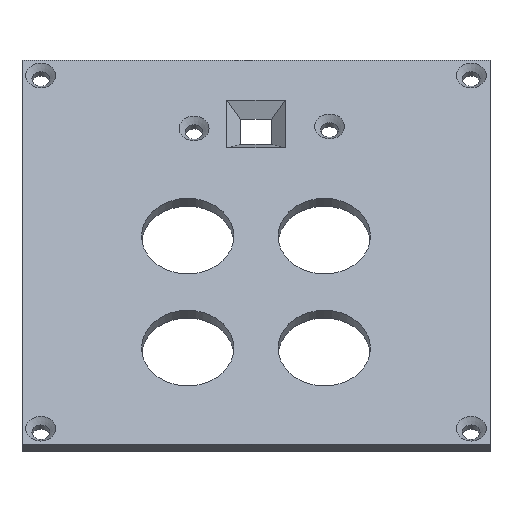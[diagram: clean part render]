
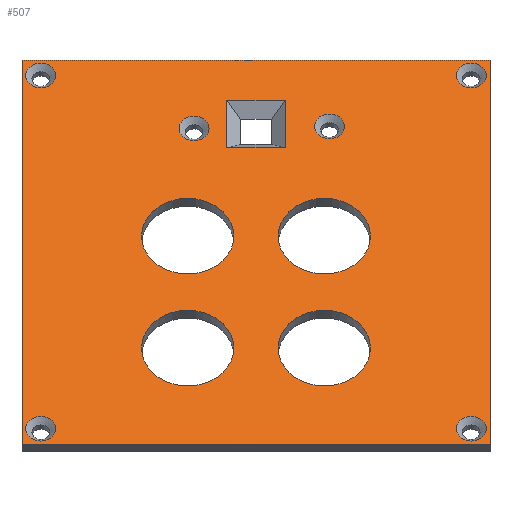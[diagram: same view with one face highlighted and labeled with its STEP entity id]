
A CAD part, front view. The second image highlights one B-rep face of the part: STEP entity #507.
In plain terms, the highlighted planar face has unit normal (0, -0.819, 0.574).
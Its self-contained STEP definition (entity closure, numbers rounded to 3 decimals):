
#15=FACE_BOUND('',#108,.T.);
#16=FACE_BOUND('',#109,.T.);
#17=FACE_BOUND('',#110,.T.);
#18=FACE_BOUND('',#111,.T.);
#19=FACE_BOUND('',#112,.T.);
#20=FACE_BOUND('',#113,.T.);
#21=FACE_BOUND('',#114,.T.);
#22=FACE_BOUND('',#115,.T.);
#23=FACE_BOUND('',#116,.T.);
#24=FACE_BOUND('',#117,.T.);
#25=FACE_BOUND('',#118,.T.);
#45=PLANE('',#573);
#81=FACE_OUTER_BOUND('',#107,.T.);
#107=EDGE_LOOP('',(#441,#442,#443,#444));
#108=EDGE_LOOP('',(#445));
#109=EDGE_LOOP('',(#446));
#110=EDGE_LOOP('',(#447));
#111=EDGE_LOOP('',(#448));
#112=EDGE_LOOP('',(#449));
#113=EDGE_LOOP('',(#450));
#114=EDGE_LOOP('',(#451,#452,#453,#454));
#115=EDGE_LOOP('',(#455));
#116=EDGE_LOOP('',(#456));
#117=EDGE_LOOP('',(#457));
#118=EDGE_LOOP('',(#458));
#139=LINE('',#769,#179);
#143=LINE('',#777,#183);
#146=LINE('',#783,#186);
#149=LINE('',#788,#189);
#161=LINE('',#837,#201);
#165=LINE('',#844,#205);
#168=LINE('',#850,#208);
#170=LINE('',#853,#210);
#179=VECTOR('',#631,10.);
#183=VECTOR('',#637,10.);
#186=VECTOR('',#642,10.);
#189=VECTOR('',#647,10.);
#201=VECTOR('',#701,10.);
#205=VECTOR('',#707,10.);
#208=VECTOR('',#712,10.);
#210=VECTOR('',#716,10.);
#211=CIRCLE('',#524,2.2);
#214=CIRCLE('',#529,2.2);
#218=CIRCLE('',#535,6.75);
#220=CIRCLE('',#538,6.75);
#222=CIRCLE('',#541,6.75);
#224=CIRCLE('',#544,6.75);
#225=CIRCLE('',#550,2.2);
#228=CIRCLE('',#555,2.2);
#231=CIRCLE('',#560,2.2);
#234=CIRCLE('',#565,2.2);
#237=VERTEX_POINT('',#723);
#240=VERTEX_POINT('',#733);
#244=VERTEX_POINT('',#745);
#246=VERTEX_POINT('',#751);
#248=VERTEX_POINT('',#757);
#250=VERTEX_POINT('',#763);
#251=VERTEX_POINT('',#767);
#252=VERTEX_POINT('',#768);
#255=VERTEX_POINT('',#776);
#257=VERTEX_POINT('',#782);
#259=VERTEX_POINT('',#791);
#262=VERTEX_POINT('',#801);
#265=VERTEX_POINT('',#811);
#268=VERTEX_POINT('',#821);
#273=VERTEX_POINT('',#834);
#274=VERTEX_POINT('',#836);
#276=VERTEX_POINT('',#842);
#278=VERTEX_POINT('',#848);
#279=EDGE_CURVE('',#237,#237,#211,.T.);
#284=EDGE_CURVE('',#240,#240,#214,.T.);
#291=EDGE_CURVE('',#244,#244,#218,.T.);
#294=EDGE_CURVE('',#246,#246,#220,.T.);
#297=EDGE_CURVE('',#248,#248,#222,.T.);
#300=EDGE_CURVE('',#250,#250,#224,.T.);
#301=EDGE_CURVE('',#251,#252,#139,.T.);
#305=EDGE_CURVE('',#252,#255,#143,.T.);
#308=EDGE_CURVE('',#255,#257,#146,.T.);
#311=EDGE_CURVE('',#257,#251,#149,.T.);
#313=EDGE_CURVE('',#259,#259,#225,.T.);
#318=EDGE_CURVE('',#262,#262,#228,.T.);
#323=EDGE_CURVE('',#265,#265,#231,.T.);
#328=EDGE_CURVE('',#268,#268,#234,.T.);
#335=EDGE_CURVE('',#273,#274,#161,.T.);
#339=EDGE_CURVE('',#276,#273,#165,.T.);
#342=EDGE_CURVE('',#278,#276,#168,.T.);
#344=EDGE_CURVE('',#274,#278,#170,.T.);
#441=ORIENTED_EDGE('',*,*,#335,.F.);
#442=ORIENTED_EDGE('',*,*,#339,.F.);
#443=ORIENTED_EDGE('',*,*,#342,.F.);
#444=ORIENTED_EDGE('',*,*,#344,.F.);
#445=ORIENTED_EDGE('',*,*,#279,.T.);
#446=ORIENTED_EDGE('',*,*,#284,.T.);
#447=ORIENTED_EDGE('',*,*,#291,.T.);
#448=ORIENTED_EDGE('',*,*,#294,.T.);
#449=ORIENTED_EDGE('',*,*,#297,.T.);
#450=ORIENTED_EDGE('',*,*,#300,.T.);
#451=ORIENTED_EDGE('',*,*,#301,.T.);
#452=ORIENTED_EDGE('',*,*,#305,.T.);
#453=ORIENTED_EDGE('',*,*,#308,.T.);
#454=ORIENTED_EDGE('',*,*,#311,.T.);
#455=ORIENTED_EDGE('',*,*,#313,.T.);
#456=ORIENTED_EDGE('',*,*,#318,.T.);
#457=ORIENTED_EDGE('',*,*,#323,.T.);
#458=ORIENTED_EDGE('',*,*,#328,.T.);
#507=ADVANCED_FACE('',(#81,#15,#16,#17,#18,#19,#20,#21,#22,#23,#24,#25),
#45,.T.);
#524=AXIS2_PLACEMENT_3D('',#724,#579,#580);
#529=AXIS2_PLACEMENT_3D('',#734,#591,#592);
#535=AXIS2_PLACEMENT_3D('',#747,#606,#607);
#538=AXIS2_PLACEMENT_3D('',#753,#613,#614);
#541=AXIS2_PLACEMENT_3D('',#759,#620,#621);
#544=AXIS2_PLACEMENT_3D('',#765,#627,#628);
#550=AXIS2_PLACEMENT_3D('',#792,#651,#652);
#555=AXIS2_PLACEMENT_3D('',#802,#663,#664);
#560=AXIS2_PLACEMENT_3D('',#812,#675,#676);
#565=AXIS2_PLACEMENT_3D('',#822,#687,#688);
#573=AXIS2_PLACEMENT_3D('',#854,#717,#718);
#579=DIRECTION('center_axis',(0.,0.819,-0.574));
#580=DIRECTION('ref_axis',(0.,-0.574,-0.819));
#591=DIRECTION('center_axis',(0.,0.819,-0.574));
#592=DIRECTION('ref_axis',(0.,-0.574,-0.819));
#606=DIRECTION('center_axis',(0.,0.819,-0.574));
#607=DIRECTION('ref_axis',(-1.,0.,0.));
#613=DIRECTION('center_axis',(0.,0.819,-0.574));
#614=DIRECTION('ref_axis',(-1.,0.,0.));
#620=DIRECTION('center_axis',(0.,0.819,-0.574));
#621=DIRECTION('ref_axis',(-1.,0.,0.));
#627=DIRECTION('center_axis',(0.,0.819,-0.574));
#628=DIRECTION('ref_axis',(-1.,0.,0.));
#631=DIRECTION('',(0.,-0.574,-0.819));
#637=DIRECTION('',(-1.,0.,0.));
#642=DIRECTION('',(0.,0.574,0.819));
#647=DIRECTION('',(1.,0.,0.));
#651=DIRECTION('center_axis',(0.,0.819,-0.574));
#652=DIRECTION('ref_axis',(0.,-0.574,-0.819));
#663=DIRECTION('center_axis',(0.,0.819,-0.574));
#664=DIRECTION('ref_axis',(0.,-0.574,-0.819));
#675=DIRECTION('center_axis',(0.,0.819,-0.574));
#676=DIRECTION('ref_axis',(0.,-0.574,-0.819));
#687=DIRECTION('center_axis',(0.,0.819,-0.574));
#688=DIRECTION('ref_axis',(0.,-0.574,-0.819));
#701=DIRECTION('',(1.,0.,0.));
#707=DIRECTION('',(0.,0.574,0.819));
#712=DIRECTION('',(-1.,0.,0.));
#716=DIRECTION('',(0.,-0.574,-0.819));
#717=DIRECTION('center_axis',(0.,-0.819,
0.574));
#718=DIRECTION('ref_axis',(1.,0.,0.));
#723=CARTESIAN_POINT('',(122.261,35.117,105.152));
#724=CARTESIAN_POINT('Origin',(122.261,33.855,103.35));
#733=CARTESIAN_POINT('',(102.434,34.907,104.853));
#734=CARTESIAN_POINT('Origin',(102.434,33.645,103.051));
#745=CARTESIAN_POINT('',(108.25,22.602,87.28));
#747=CARTESIAN_POINT('Origin',(101.5,22.602,87.28));
#751=CARTESIAN_POINT('',(128.25,11.131,70.897));
#753=CARTESIAN_POINT('Origin',(121.5,11.131,70.897));
#757=CARTESIAN_POINT('',(128.25,22.602,87.28));
#759=CARTESIAN_POINT('Origin',(121.5,22.602,87.28));
#763=CARTESIAN_POINT('',(108.25,11.131,70.897));
#765=CARTESIAN_POINT('Origin',(101.5,11.131,70.897));
#767=CARTESIAN_POINT('',(115.75,36.53,107.17));
#768=CARTESIAN_POINT('',(115.75,31.654,100.207));
#769=CARTESIAN_POINT('',(115.75,28.177,95.241));
#776=CARTESIAN_POINT('',(107.25,31.654,100.207));
#777=CARTESIAN_POINT('',(112.625,31.654,100.207));
#782=CARTESIAN_POINT('',(107.25,36.53,107.17));
#783=CARTESIAN_POINT('',(107.25,26.886,93.398));
#788=CARTESIAN_POINT('',(110.375,36.53,107.17));
#791=CARTESIAN_POINT('',(143.,40.337,112.607));
#792=CARTESIAN_POINT('Origin',(143.,39.075,110.805));
#801=CARTESIAN_POINT('',(80.,4.13,60.898));
#802=CARTESIAN_POINT('Origin',(80.,2.868,59.096));
#811=CARTESIAN_POINT('',(80.,40.337,112.607));
#812=CARTESIAN_POINT('Origin',(80.,39.075,110.805));
#821=CARTESIAN_POINT('',(143.,4.13,60.898));
#822=CARTESIAN_POINT('Origin',(143.,2.868,59.096));
#834=CARTESIAN_POINT('',(77.25,40.652,113.057));
#836=CARTESIAN_POINT('',(145.75,40.652,113.057));
#837=CARTESIAN_POINT('',(77.25,40.652,113.057));
#842=CARTESIAN_POINT('',(77.25,1.291,56.843));
#844=CARTESIAN_POINT('',(77.25,1.291,56.843));
#848=CARTESIAN_POINT('',(145.75,1.291,56.843));
#850=CARTESIAN_POINT('',(145.75,1.291,56.843));
#853=CARTESIAN_POINT('',(145.75,40.652,113.057));
#854=CARTESIAN_POINT('Origin',(111.5,20.971,84.95));
